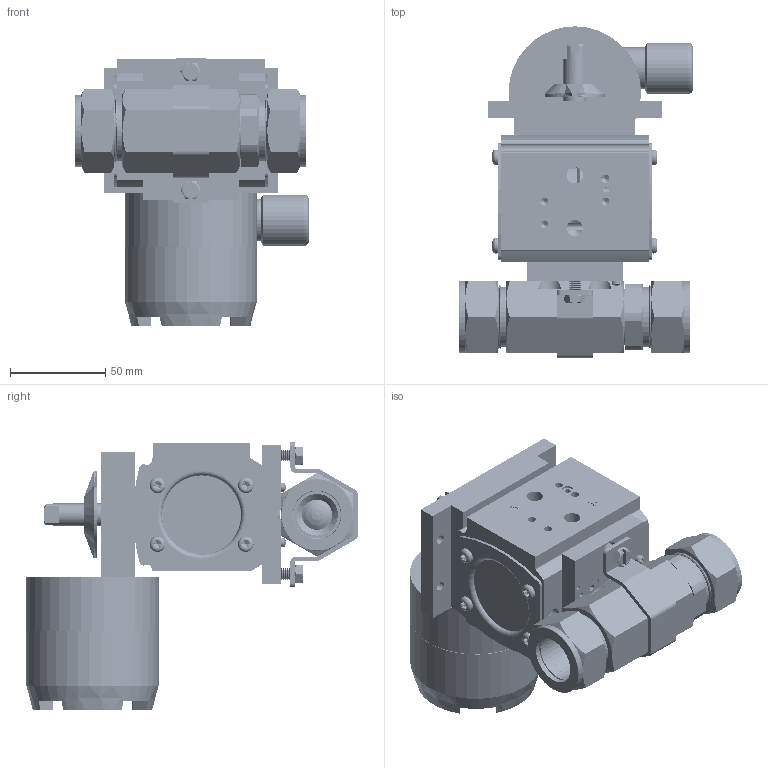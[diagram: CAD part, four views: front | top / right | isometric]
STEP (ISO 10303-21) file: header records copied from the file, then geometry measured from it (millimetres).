
FILE_DESCRIPTION (( 'STEP AP203' ), '1' );
FILE_NAME ('8206XXC16A512DLS.step', '2018-08-30T17:47:10', ( '' ), ( '' ), 'SwSTEP 2.0', 'SolidWorks 2018', '' );
FILE_SCHEMA (( 'CONFIG_CONTROL_DESIGN' ));
Length unit declared in the file: inch
Products named in the file (1): 8206XXC16A512DLS
Bounding box: 122.72 x 173.95 x 140.46 mm (x, y, z)
Volume: 592679.9 mm3; surface area: 235965.3 mm2
Topology: 48 solids, 48 shells, 3617 faces, 9396 edges, 5847 vertices
Faces by surface type: cylinder 1641, cone 1085, plane 653, bspline 121, torus 111, sphere 6
Entity records: 152623 total; most frequent: CARTESIAN_POINT 68015, ORIENTED_EDGE 18488, DIRECTION 17555, EDGE_CURVE 9244, AXIS2_PLACEMENT_3D 6981, VERTEX_POINT 5843, EDGE_LOOP 3865, ADVANCED_FACE 3617
